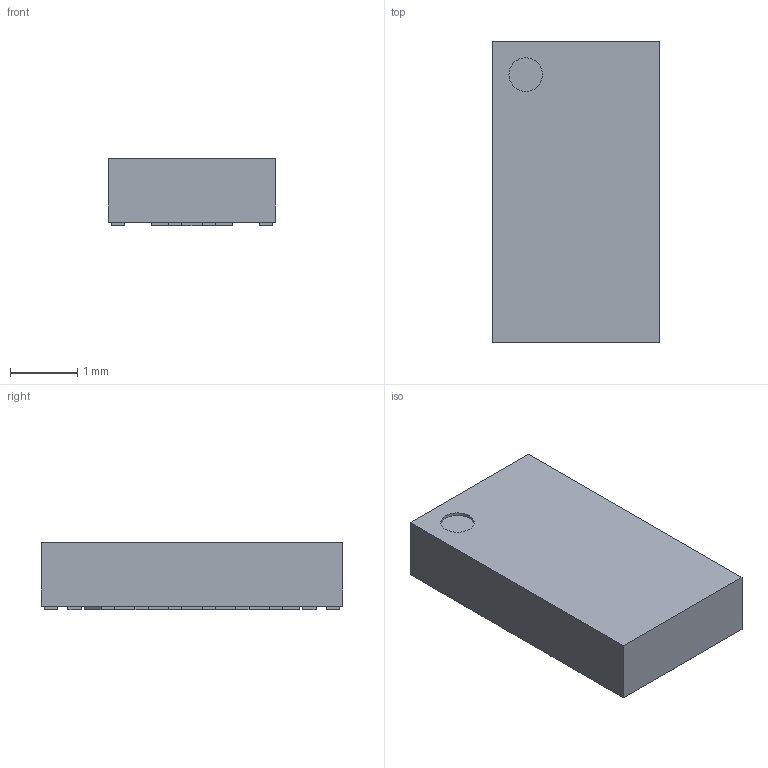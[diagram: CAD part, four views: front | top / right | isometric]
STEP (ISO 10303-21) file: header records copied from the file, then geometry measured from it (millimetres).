
FILE_DESCRIPTION(/* description */ (''),/* implementation_level */ '2;1');
FILE_NAME(/* name */ 'PERICOM_ZBS20.stp',/* time_stamp */ '2017-08-09T13:40:35+02:00',/* author */ ('jchouvet'),/* organization */ (''),/* preprocessor_version */ 'ST-DEVELOPER v16.1',/* originating_system */ 'AutoCAD Mechanical',/* authorisation */ '');
FILE_SCHEMA (('AP203_CONFIGURATION_CONTROLLED_3D_DESIGN_OF_MECHANICAL_PARTS_AND_ASSEMBLIES_MIM_LF { 1 0 10303 203 3 1 4 }','AUTOMOTIVE_DESIGN { 1 0 10303 214 3 1 1 }'));
Length unit declared in the file: millimetre
Products named in the file (1): Product
Bounding box: 2.5 x 4.5 x 1 mm (x, y, z)
Volume: 10.9 mm3; surface area: 46.3 mm2
Topology: 22 solids, 22 shells, 135 faces, 278 edges, 196 vertices
Faces by surface type: plane 134, cylinder 1
Full cylindrical faces by diameter (mm): 0.5 x1
Entity records: 3515 total; most frequent: CARTESIAN_POINT 609, DIRECTION 551, ORIENTED_EDGE 538, LINE 275, VECTOR 275, EDGE_CURVE 269, VERTEX_POINT 180, AXIS2_PLACEMENT_3D 138
